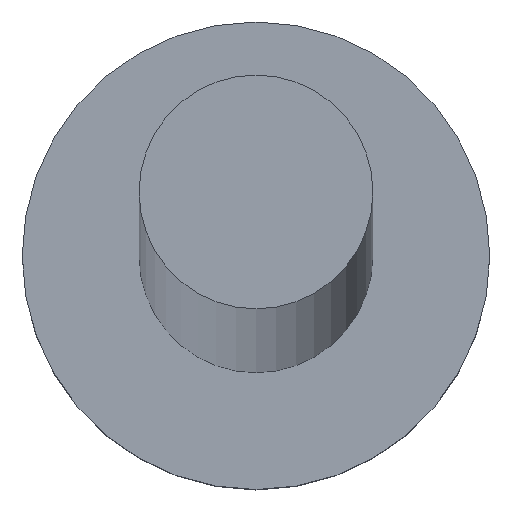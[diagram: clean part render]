
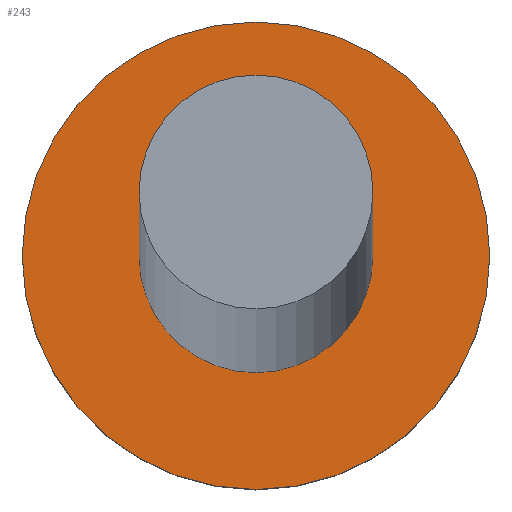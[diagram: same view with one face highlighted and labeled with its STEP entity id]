
A CAD part, top view. The second image highlights one B-rep face of the part: STEP entity #243.
In plain terms, the highlighted planar face has unit normal (0, 0, 1).
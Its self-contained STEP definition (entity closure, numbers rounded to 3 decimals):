
#8 = CIRCLE ( 'NONE', #194, 2. ) ;
#14 = DIRECTION ( 'NONE',  ( 0., 0., 1. ) ) ;
#18 = CARTESIAN_POINT ( 'NONE',  ( -2., 0., 2. ) ) ;
#19 = CARTESIAN_POINT ( 'NONE',  ( 0., 0., 2. ) ) ;
#24 = CARTESIAN_POINT ( 'NONE',  ( 0., 0., 2. ) ) ;
#26 = DIRECTION ( 'NONE',  ( 1., 0., 0. ) ) ;
#32 = CARTESIAN_POINT ( 'NONE',  ( 1., 0., 2. ) ) ;
#43 = VERTEX_POINT ( 'NONE', #18 ) ;
#47 = CARTESIAN_POINT ( 'NONE',  ( 0., 0., 2. ) ) ;
#54 = DIRECTION ( 'NONE',  ( 1., 0., 0. ) ) ;
#59 = AXIS2_PLACEMENT_3D ( 'NONE', #19, #93, #54 ) ;
#62 = PLANE ( 'NONE',  #94 ) ;
#63 = ORIENTED_EDGE ( 'NONE', *, *, #138, .F. ) ;
#67 = VERTEX_POINT ( 'NONE', #32 ) ;
#76 = DIRECTION ( 'NONE',  ( 0., 0., 1. ) ) ;
#93 = DIRECTION ( 'NONE',  ( 0., 0., 1. ) ) ;
#94 = AXIS2_PLACEMENT_3D ( 'NONE', #105, #157, #102 ) ;
#99 = DIRECTION ( 'NONE',  ( 1., 0., 0. ) ) ;
#102 = DIRECTION ( 'NONE',  ( 1., 0., 0. ) ) ;
#103 = CARTESIAN_POINT ( 'NONE',  ( -1., 0., 2. ) ) ;
#105 = CARTESIAN_POINT ( 'NONE',  ( 0., 0., 2. ) ) ;
#112 = CIRCLE ( 'NONE', #135, 2. ) ;
#125 = ORIENTED_EDGE ( 'NONE', *, *, #232, .T. ) ;
#128 = ORIENTED_EDGE ( 'NONE', *, *, #134, .T. ) ;
#131 = DIRECTION ( 'NONE',  ( 0., 0., 1. ) ) ;
#134 = EDGE_CURVE ( 'NONE', #248, #43, #8, .T. ) ;
#135 = AXIS2_PLACEMENT_3D ( 'NONE', #201, #14, #99 ) ;
#138 = EDGE_CURVE ( 'NONE', #241, #67, #218, .T. ) ;
#157 = DIRECTION ( 'NONE',  ( 0., 0., 1. ) ) ;
#160 = FACE_BOUND ( 'NONE', #166, .T. ) ;
#166 = EDGE_LOOP ( 'NONE', ( #63, #207 ) ) ;
#172 = AXIS2_PLACEMENT_3D ( 'NONE', #24, #76, #26 ) ;
#185 = CIRCLE ( 'NONE', #172, 1. ) ;
#194 = AXIS2_PLACEMENT_3D ( 'NONE', #47, #131, #216 ) ;
#201 = CARTESIAN_POINT ( 'NONE',  ( 0., 0., 2. ) ) ;
#204 = CARTESIAN_POINT ( 'NONE',  ( 2., 0., 2. ) ) ;
#207 = ORIENTED_EDGE ( 'NONE', *, *, #213, .F. ) ;
#213 = EDGE_CURVE ( 'NONE', #67, #241, #185, .T. ) ;
#216 = DIRECTION ( 'NONE',  ( 1., 0., 0. ) ) ;
#218 = CIRCLE ( 'NONE', #59, 1. ) ;
#232 = EDGE_CURVE ( 'NONE', #43, #248, #112, .T. ) ;
#236 = FACE_OUTER_BOUND ( 'NONE', #250, .T. ) ;
#241 = VERTEX_POINT ( 'NONE', #103 ) ;
#243 = ADVANCED_FACE ( 'NONE', ( #160, #236 ), #62, .T. ) ;
#248 = VERTEX_POINT ( 'NONE', #204 ) ;
#250 = EDGE_LOOP ( 'NONE', ( #125, #128 ) ) ;
